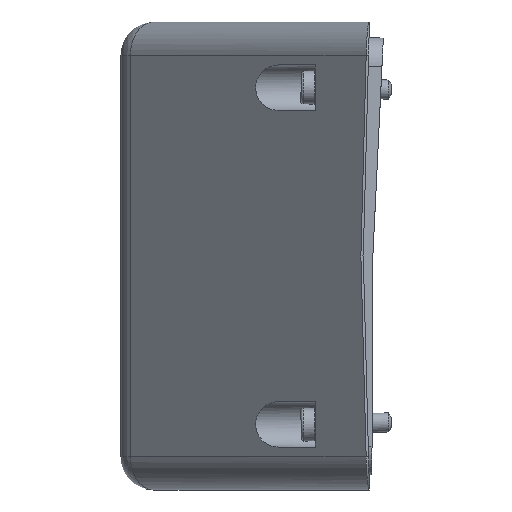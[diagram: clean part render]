
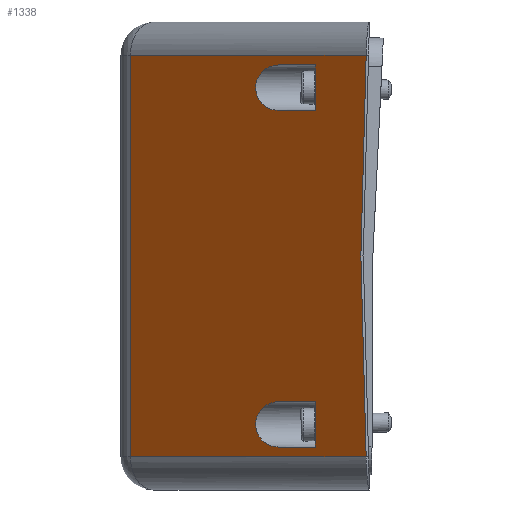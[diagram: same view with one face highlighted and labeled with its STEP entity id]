
A CAD part, left-side view. The second image highlights one B-rep face of the part: STEP entity #1338.
In plain terms, the highlighted planar face has unit normal (-0.707, 0.707, 0).
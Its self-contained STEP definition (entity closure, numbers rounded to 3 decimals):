
#9 = CARTESIAN_POINT ( 'NONE',  ( -35.95, 17.793, -40. ) ) ;
#49 = VERTEX_POINT ( 'NONE', #2095 ) ;
#72 = DIRECTION ( 'NONE',  ( -0.707, -0.707, 0. ) ) ;
#108 = VECTOR ( 'NONE', #408, 1000. ) ;
#144 = DIRECTION ( 'NONE',  ( -0.707, -0.707, 0. ) ) ;
#150 = DIRECTION ( 'NONE',  ( 0., 0., -1. ) ) ;
#163 = VERTEX_POINT ( 'NONE', #2144 ) ;
#166 = CARTESIAN_POINT ( 'NONE',  ( -35.95, 17.793, 30.5 ) ) ;
#277 = EDGE_CURVE ( 'NONE', #482, #2678, #962, .T. ) ;
#304 = CARTESIAN_POINT ( 'NONE',  ( 0., 53.73, -49. ) ) ;
#342 = VERTEX_POINT ( 'NONE', #4026 ) ;
#345 = VERTEX_POINT ( 'NONE', #940 ) ;
#353 = ORIENTED_EDGE ( 'NONE', *, *, #3566, .F. ) ;
#408 = DIRECTION ( 'NONE',  ( -0.026, -0.026, 0.999 ) ) ;
#451 = VERTEX_POINT ( 'NONE', #3923 ) ;
#464 = VECTOR ( 'NONE', #72, 1000. ) ;
#482 = VERTEX_POINT ( 'NONE', #3293 ) ;
#536 = VECTOR ( 'NONE', #1933, 1000. ) ;
#571 = FACE_BOUND ( 'NONE', #4043, .T. ) ;
#576 = CARTESIAN_POINT ( 'NONE',  ( 0., 53.73, 40. ) ) ;
#631 = ORIENTED_EDGE ( 'NONE', *, *, #1517, .T. ) ;
#702 = ORIENTED_EDGE ( 'NONE', *, *, #2636, .T. ) ;
#796 = EDGE_CURVE ( 'NONE', #342, #1178, #1603, .T. ) ;
#809 = LINE ( 'NONE', #4167, #464 ) ;
#827 = VECTOR ( 'NONE', #3748, 1000. ) ;
#864 = VERTEX_POINT ( 'NONE', #3400 ) ;
#922 = LINE ( 'NONE', #4050, #4273 ) ;
#940 = CARTESIAN_POINT ( 'NONE',  ( -43.716, 10.03, -40. ) ) ;
#962 = LINE ( 'NONE', #1046, #108 ) ;
#1037 = VECTOR ( 'NONE', #1440, 1000. ) ;
#1046 = CARTESIAN_POINT ( 'NONE',  ( -51.895, 1.855, -51.718 ) ) ;
#1133 = CARTESIAN_POINT ( 'NONE',  ( -26.45, 27.29, -40. ) ) ;
#1140 = CARTESIAN_POINT ( 'NONE',  ( -54.458, -0.708, -46.148 ) ) ;
#1169 = CARTESIAN_POINT ( 'NONE',  ( -35.95, 17.793, 40. ) ) ;
#1171 = ORIENTED_EDGE ( 'NONE', *, *, #277, .T. ) ;
#1178 = VERTEX_POINT ( 'NONE', #2877 ) ;
#1190 = CARTESIAN_POINT ( 'NONE',  ( -54.35, -0.6, 42. ) ) ;
#1260 = LINE ( 'NONE', #576, #536 ) ;
#1272 = DIRECTION ( 'NONE',  ( 0.707, 0.707, 0. ) ) ;
#1294 = DIRECTION ( 'NONE',  ( 0.707, 0.707, 0. ) ) ;
#1307 = ORIENTED_EDGE ( 'NONE', *, *, #3941, .F. ) ;
#1338 = ADVANCED_FACE ( 'NONE', ( #4034, #571, #3363 ), #4017, .T. ) ;
#1440 = DIRECTION ( 'NONE',  ( 0.026, 0.026, 0.999 ) ) ;
#1498 = VERTEX_POINT ( 'NONE', #166 ) ;
#1517 = EDGE_CURVE ( 'NONE', #342, #345, #922, .T. ) ;
#1603 = LINE ( 'NONE', #3008, #4210 ) ;
#1612 = LINE ( 'NONE', #4399, #2707 ) ;
#1614 = VERTEX_POINT ( 'NONE', #2596 ) ;
#1665 = DIRECTION ( 'NONE',  ( -0.707, -0.707, 0. ) ) ;
#1678 = VECTOR ( 'NONE', #144, 1000. ) ;
#1816 = ORIENTED_EDGE ( 'NONE', *, *, #3098, .F. ) ;
#1835 = LINE ( 'NONE', #3173, #1678 ) ;
#1858 = ORIENTED_EDGE ( 'NONE', *, *, #3956, .F. ) ;
#1933 = DIRECTION ( 'NONE',  ( 0.707, 0.707, 0. ) ) ;
#1976 = DIRECTION ( 'NONE',  ( -0.707, -0.707, 0. ) ) ;
#2095 = CARTESIAN_POINT ( 'NONE',  ( -43.716, 10.03, 30.5 ) ) ;
#2134 = CARTESIAN_POINT ( 'NONE',  ( -35.95, 17.793, 30.5 ) ) ;
#2144 = CARTESIAN_POINT ( 'NONE',  ( -43.716, 10.03, 40. ) ) ;
#2245 = VERTEX_POINT ( 'NONE', #1169 ) ;
#2257 = DIRECTION ( 'NONE',  ( -0.707, 0.707, 0. ) ) ;
#2273 = VECTOR ( 'NONE', #1665, 1000. ) ;
#2372 = LINE ( 'NONE', #4036, #827 ) ;
#2446 = CARTESIAN_POINT ( 'NONE',  ( -26.45, 27.29, -30.5 ) ) ;
#2511 = LINE ( 'NONE', #3905, #2776 ) ;
#2544 = ORIENTED_EDGE ( 'NONE', *, *, #3077, .T. ) ;
#2572 = ORIENTED_EDGE ( 'NONE', *, *, #3217, .T. ) ;
#2590 =( BOUNDED_CURVE ( )  B_SPLINE_CURVE ( 3, ( #3364, #4398, #4057, #2134 ),
 .UNSPECIFIED., .F., .T. ) 
 B_SPLINE_CURVE_WITH_KNOTS ( ( 4, 4 ),
 ( 4.712, 7.854 ),
 .UNSPECIFIED. ) 
 CURVE ( )  GEOMETRIC_REPRESENTATION_ITEM ( )  RATIONAL_B_SPLINE_CURVE ( ( 1., 0.333, 0.333, 1. ) ) 
 REPRESENTATION_ITEM ( '' )  );
#2596 = CARTESIAN_POINT ( 'NONE',  ( -35.95, 17.793, -40. ) ) ;
#2636 = EDGE_CURVE ( 'NONE', #3255, #451, #2511, .T. ) ;
#2678 = VERTEX_POINT ( 'NONE', #1190 ) ;
#2707 = VECTOR ( 'NONE', #1294, 1000. ) ;
#2776 = VECTOR ( 'NONE', #150, 1000. ) ;
#2809 = EDGE_CURVE ( 'NONE', #163, #49, #2372, .T. ) ;
#2866 = EDGE_LOOP ( 'NONE', ( #1858, #3264, #631, #1816 ) ) ;
#2867 = EDGE_CURVE ( 'NONE', #2678, #3255, #1612, .T. ) ;
#2877 = CARTESIAN_POINT ( 'NONE',  ( -35.95, 17.793, -30.5 ) ) ;
#3008 = CARTESIAN_POINT ( 'NONE',  ( 0., 53.73, -30.5 ) ) ;
#3021 = ORIENTED_EDGE ( 'NONE', *, *, #2867, .T. ) ;
#3025 = LINE ( 'NONE', #4371, #2273 ) ;
#3029 = EDGE_LOOP ( 'NONE', ( #2572, #2544, #1171, #3021, #702 ) ) ;
#3077 = EDGE_CURVE ( 'NONE', #864, #482, #4211, .T. ) ;
#3098 = EDGE_CURVE ( 'NONE', #1614, #345, #1835, .T. ) ;
#3173 = CARTESIAN_POINT ( 'NONE',  ( 0., 53.73, -40. ) ) ;
#3217 = EDGE_CURVE ( 'NONE', #451, #864, #3025, .T. ) ;
#3255 = VERTEX_POINT ( 'NONE', #4029 ) ;
#3264 = ORIENTED_EDGE ( 'NONE', *, *, #796, .F. ) ;
#3293 = CARTESIAN_POINT ( 'NONE',  ( -53.25, 0.5, 0. ) ) ;
#3363 = FACE_OUTER_BOUND ( 'NONE', #3029, .T. ) ;
#3364 = CARTESIAN_POINT ( 'NONE',  ( -35.95, 17.793, 40. ) ) ;
#3383 = EDGE_CURVE ( 'NONE', #163, #2245, #1260, .T. ) ;
#3400 = CARTESIAN_POINT ( 'NONE',  ( -54.35, -0.6, -42. ) ) ;
#3431 = ORIENTED_EDGE ( 'NONE', *, *, #2809, .T. ) ;
#3566 = EDGE_CURVE ( 'NONE', #1498, #49, #809, .T. ) ;
#3707 = AXIS2_PLACEMENT_3D ( 'NONE', #304, #2257, #1976 ) ;
#3748 = DIRECTION ( 'NONE',  ( 0., 0., -1. ) ) ;
#3905 = CARTESIAN_POINT ( 'NONE',  ( -4.949, 48.783, -49. ) ) ;
#3923 = CARTESIAN_POINT ( 'NONE',  ( -4.949, 48.783, -42. ) ) ;
#3941 = EDGE_CURVE ( 'NONE', #2245, #1498, #2590, .T. ) ;
#3956 = EDGE_CURVE ( 'NONE', #1178, #1614, #3967, .T. ) ;
#3967 =( BOUNDED_CURVE ( )  B_SPLINE_CURVE ( 3, ( #4227, #2446, #1133, #9 ),
 .UNSPECIFIED., .F., .T. ) 
 B_SPLINE_CURVE_WITH_KNOTS ( ( 4, 4 ),
 ( 4.712, 7.854 ),
 .UNSPECIFIED. ) 
 CURVE ( )  GEOMETRIC_REPRESENTATION_ITEM ( )  RATIONAL_B_SPLINE_CURVE ( ( 1., 0.333, 0.333, 1. ) ) 
 REPRESENTATION_ITEM ( '' )  );
#4017 = PLANE ( 'NONE',  #3707 ) ;
#4026 = CARTESIAN_POINT ( 'NONE',  ( -43.716, 10.03, -30.5 ) ) ;
#4029 = CARTESIAN_POINT ( 'NONE',  ( -4.949, 48.783, 42. ) ) ;
#4030 = DIRECTION ( 'NONE',  ( 0., 0., -1. ) ) ;
#4034 = FACE_BOUND ( 'NONE', #2866, .T. ) ;
#4036 = CARTESIAN_POINT ( 'NONE',  ( -43.716, 10.03, -49. ) ) ;
#4043 = EDGE_LOOP ( 'NONE', ( #1307, #4247, #3431, #353 ) ) ;
#4050 = CARTESIAN_POINT ( 'NONE',  ( -43.716, 10.03, -49. ) ) ;
#4057 = CARTESIAN_POINT ( 'NONE',  ( -26.45, 27.29, 30.5 ) ) ;
#4167 = CARTESIAN_POINT ( 'NONE',  ( 0., 53.73, 30.5 ) ) ;
#4210 = VECTOR ( 'NONE', #1272, 1000. ) ;
#4211 = LINE ( 'NONE', #1140, #1037 ) ;
#4227 = CARTESIAN_POINT ( 'NONE',  ( -35.95, 17.793, -30.5 ) ) ;
#4247 = ORIENTED_EDGE ( 'NONE', *, *, #3383, .F. ) ;
#4273 = VECTOR ( 'NONE', #4030, 1000. ) ;
#4371 = CARTESIAN_POINT ( 'NONE',  ( -55.034, -1.283, -42. ) ) ;
#4398 = CARTESIAN_POINT ( 'NONE',  ( -26.45, 27.29, 40. ) ) ;
#4399 = CARTESIAN_POINT ( 'NONE',  ( 0., 53.73, 42. ) ) ;
